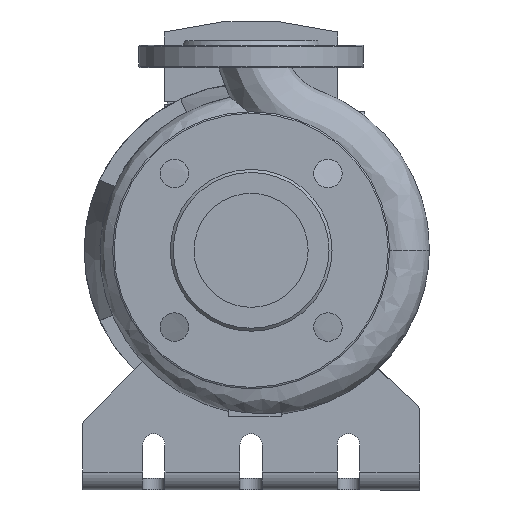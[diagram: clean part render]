
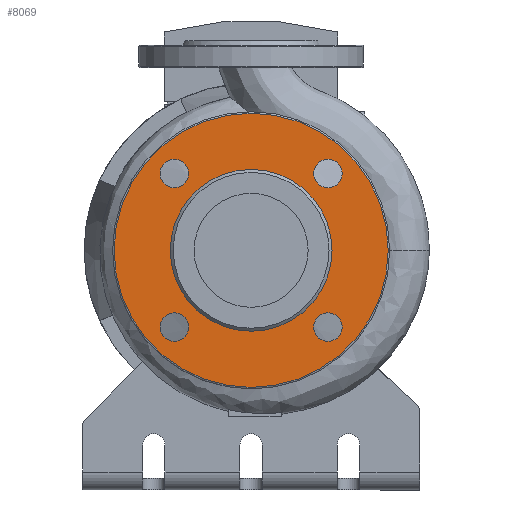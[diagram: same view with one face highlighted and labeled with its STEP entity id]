
A CAD part, left-side view. The second image highlights one B-rep face of the part: STEP entity #8069.
In plain terms, the highlighted planar face has unit normal (-1, 0, 0).
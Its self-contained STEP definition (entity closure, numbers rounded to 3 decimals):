
#225=FACE_BOUND('',#1204,.T.);
#226=FACE_BOUND('',#1205,.T.);
#227=FACE_BOUND('',#1206,.T.);
#228=FACE_BOUND('',#1207,.T.);
#229=FACE_BOUND('',#1208,.T.);
#329=PLANE('',#8712);
#683=FACE_OUTER_BOUND('',#1203,.T.);
#1203=EDGE_LOOP('',(#6106));
#1204=EDGE_LOOP('',(#6107));
#1205=EDGE_LOOP('',(#6108));
#1206=EDGE_LOOP('',(#6109));
#1207=EDGE_LOOP('',(#6110));
#1208=EDGE_LOOP('',(#6111));
#3063=CIRCLE('',#8699,9.5);
#3065=CIRCLE('',#8702,9.5);
#3067=CIRCLE('',#8705,9.5);
#3069=CIRCLE('',#8708,9.5);
#3070=CIRCLE('',#8710,54.);
#3072=CIRCLE('',#8713,91.5);
#3597=VERTEX_POINT('',#12623);
#3599=VERTEX_POINT('',#12628);
#3601=VERTEX_POINT('',#12633);
#3603=VERTEX_POINT('',#12638);
#3604=VERTEX_POINT('',#12641);
#3606=VERTEX_POINT('',#12646);
#4523=EDGE_CURVE('',#3597,#3597,#3063,.T.);
#4525=EDGE_CURVE('',#3599,#3599,#3065,.T.);
#4527=EDGE_CURVE('',#3601,#3601,#3067,.T.);
#4529=EDGE_CURVE('',#3603,#3603,#3069,.T.);
#4530=EDGE_CURVE('',#3604,#3604,#3070,.T.);
#4532=EDGE_CURVE('',#3606,#3606,#3072,.T.);
#6106=ORIENTED_EDGE('',*,*,#4532,.T.);
#6107=ORIENTED_EDGE('',*,*,#4523,.F.);
#6108=ORIENTED_EDGE('',*,*,#4525,.F.);
#6109=ORIENTED_EDGE('',*,*,#4527,.F.);
#6110=ORIENTED_EDGE('',*,*,#4529,.F.);
#6111=ORIENTED_EDGE('',*,*,#4530,.F.);
#8069=ADVANCED_FACE('',(#683,#225,#226,#227,#228,#229),#329,.F.);
#8699=AXIS2_PLACEMENT_3D('',#12624,#10091,#10092);
#8702=AXIS2_PLACEMENT_3D('',#12629,#10097,#10098);
#8705=AXIS2_PLACEMENT_3D('',#12634,#10103,#10104);
#8708=AXIS2_PLACEMENT_3D('',#12639,#10109,#10110);
#8710=AXIS2_PLACEMENT_3D('',#12642,#10113,#10114);
#8712=AXIS2_PLACEMENT_3D('',#12645,#10117,#10118);
#8713=AXIS2_PLACEMENT_3D('',#12647,#10119,#10120);
#10091=DIRECTION('center_axis',(-1.,0.,0.));
#10092=DIRECTION('ref_axis',(0.,1.,0.));
#10097=DIRECTION('center_axis',(-1.,0.,0.));
#10098=DIRECTION('ref_axis',(0.,0.,
1.));
#10103=DIRECTION('center_axis',(-1.,0.,0.));
#10104=DIRECTION('ref_axis',(0.,-1.,0.));
#10109=DIRECTION('center_axis',(-1.,0.,0.));
#10110=DIRECTION('ref_axis',(0.,0.,-1.));
#10113=DIRECTION('center_axis',(-1.,0.,0.));
#10114=DIRECTION('ref_axis',(0.,-1.,0.));
#10117=DIRECTION('center_axis',(1.,0.,0.));
#10118=DIRECTION('ref_axis',(0.,0.,1.));
#10119=DIRECTION('center_axis',(-1.,0.,0.));
#10120=DIRECTION('ref_axis',(0.,-1.,0.));
#12623=CARTESIAN_POINT('',(-78.,-60.765,108.735));
#12624=CARTESIAN_POINT('Origin',(-78.,-51.265,108.735));
#12628=CARTESIAN_POINT('',(-78.,51.265,99.235));
#12629=CARTESIAN_POINT('Origin',(-78.,51.265,108.735));
#12633=CARTESIAN_POINT('',(-78.,60.765,211.265));
#12634=CARTESIAN_POINT('Origin',(-78.,51.265,211.265));
#12638=CARTESIAN_POINT('',(-78.,-51.265,220.765));
#12639=CARTESIAN_POINT('Origin',(-78.,-51.265,211.265));
#12641=CARTESIAN_POINT('',(-78.,-54.,160.));
#12642=CARTESIAN_POINT('Origin',(-78.,0.,160.));
#12645=CARTESIAN_POINT('Origin',(-78.,-72.75,160.));
#12646=CARTESIAN_POINT('',(-78.,-91.5,160.));
#12647=CARTESIAN_POINT('Origin',(-78.,0.,160.));
